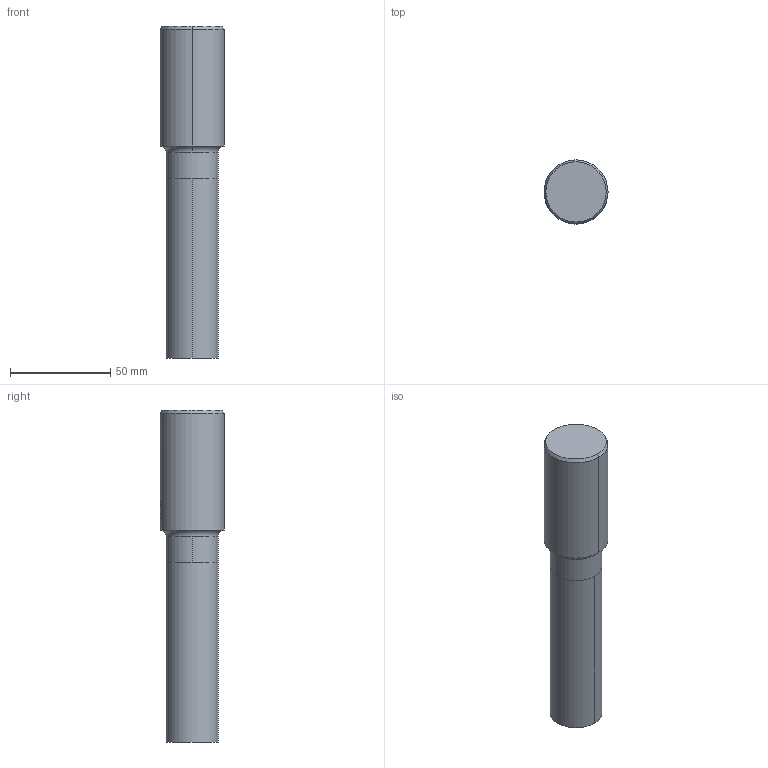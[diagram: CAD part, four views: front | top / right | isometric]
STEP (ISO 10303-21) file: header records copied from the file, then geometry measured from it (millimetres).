
FILE_DESCRIPTION(('no description'),'unknown implementation level');
FILE_NAME('2003805480.stp',' ',('CIM GmbH Aachen'),('CADClick - KiM GmbH - www.kimweb.de'),'unknown preprocess','ACIS','unknown authorization');
FILE_SCHEMA(('automotive_design'));
Length unit declared in the file: millimetre
Products named in the file (2): 1; 2
Bounding box: 32 x 32 x 166 mm (x, y, z)
Volume: 104621.2 mm3; surface area: 17194.3 mm2
Topology: 2 solids, 2 shells, 27 faces, 66 edges, 43 vertices
Faces by surface type: cylinder 14, plane 9, torus 2, cone 2
Entity records: 1974 total; most frequent: CARTESIAN_POINT 521, DIRECTION 141, STYLED_ITEM 138, PRESENTATION_STYLE_ASSIGNMENT 138, COLOUR_RGB 138, ORIENTED_EDGE 132, EDGE_CURVE 66, CURVE_STYLE 66
